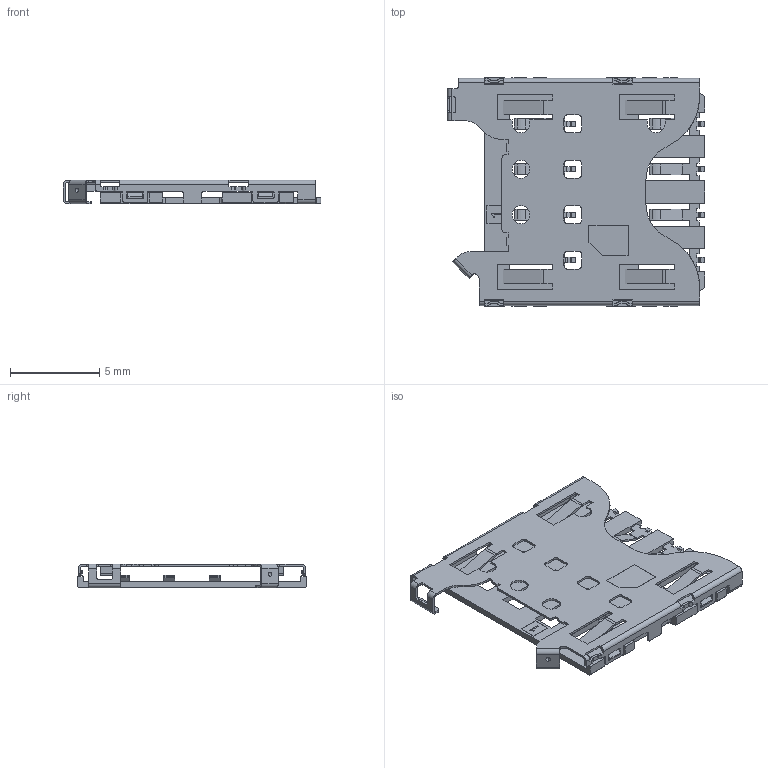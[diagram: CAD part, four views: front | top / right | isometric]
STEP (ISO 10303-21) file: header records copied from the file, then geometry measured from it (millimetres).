
FILE_DESCRIPTION(('FreeCAD Model'),'2;1');
FILE_NAME('SOLID.step','2017-06-26T00:04:28',( 'kicad StepUp'),('ksu MCAD'),'Open CASCADE STEP processor 6.8', 'FreeCAD','Unknown');
FILE_SCHEMA(('AUTOMOTIVE_DESIGN_CC2 { 1 2 10303 214 -1 1 5 4 }'));
Length unit declared in the file: millimetre
Products named in the file (2): ASSEMBLY; SOLID
Assembly tree (1 placements, depth 2):
  ASSEMBLY
    SOLID
Bounding box: 14.42 x 12.8 x 1.34 mm (x, y, z)
Volume: 56.6 mm3; surface area: 605.7 mm2
Topology: 1 solids, 1 shells, 731 faces, 2209 edges, 1465 vertices
Faces by surface type: plane 506, cylinder 221, sphere 4
Entity records: 24845 total; most frequent: ORIENTED_EDGE 4410, CARTESIAN_POINT 4406, DIRECTION 4140, EDGE_CURVE 2205, LINE 1734, VECTOR 1734, VERTEX_POINT 1465, AXIS2_PLACEMENT_3D 1203
